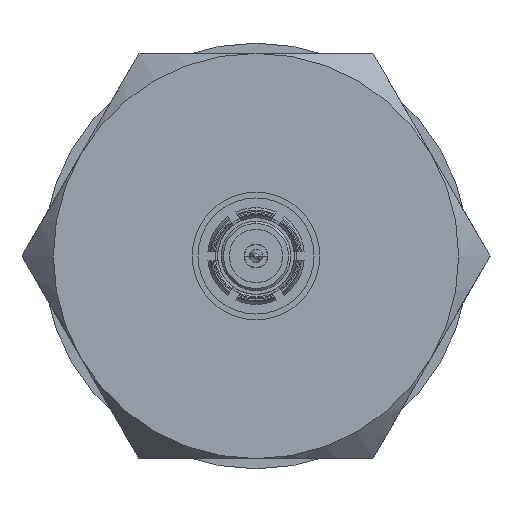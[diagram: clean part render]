
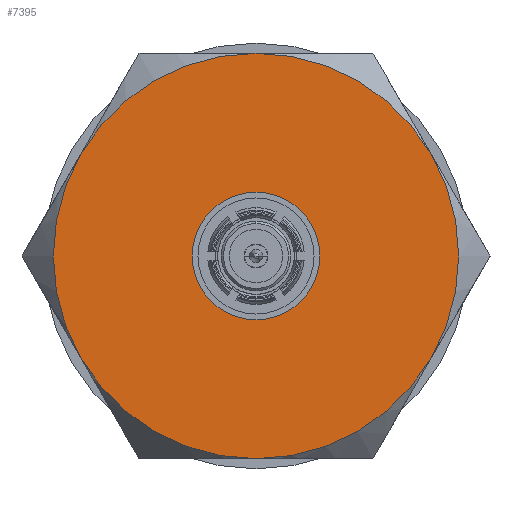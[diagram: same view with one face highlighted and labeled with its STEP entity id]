
A CAD part, left-side view. The second image highlights one B-rep face of the part: STEP entity #7395.
In plain terms, the highlighted face is planar.
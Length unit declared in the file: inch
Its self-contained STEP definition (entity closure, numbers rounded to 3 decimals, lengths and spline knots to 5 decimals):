
#410 = DIRECTION ( 'NONE',  ( 0., -1., 0. ) ) ;
#571 = DIRECTION ( 'NONE',  ( 1., 0., 0. ) ) ;
#713 = DIRECTION ( 'NONE',  ( 1., 0., 0. ) ) ;
#1083 = CARTESIAN_POINT ( 'NONE',  ( 0.835, 0., 0. ) ) ;
#1460 = ORIENTED_EDGE ( 'NONE', *, *, #20507, .F. ) ;
#1788 = VERTEX_POINT ( 'NONE', #18691 ) ;
#2048 = CIRCLE ( 'NONE', #21796, 0.34375 ) ;
#2345 = AXIS2_PLACEMENT_3D ( 'NONE', #17802, #8609, #14187 ) ;
#3182 = AXIS2_PLACEMENT_3D ( 'NONE', #11713, #15691, #410 ) ;
#3575 = DIRECTION ( 'NONE',  ( -1., 0., 0. ) ) ;
#3759 = ORIENTED_EDGE ( 'NONE', *, *, #11899, .F. ) ;
#3939 = CIRCLE ( 'NONE', #3182, 0.34375 ) ;
#4511 = VERTEX_POINT ( 'NONE', #13402 ) ;
#4630 = DIRECTION ( 'NONE',  ( 0., -1., 0. ) ) ;
#4941 = DIRECTION ( 'NONE',  ( 0., -1., 0. ) ) ;
#5003 = ORIENTED_EDGE ( 'NONE', *, *, #10226, .F. ) ;
#6097 = DIRECTION ( 'NONE',  ( -1., 0., 0. ) ) ;
#6324 = DIRECTION ( 'NONE',  ( -1., 0., 0. ) ) ;
#6414 = CARTESIAN_POINT ( 'NONE',  ( 0.835, 0., 0. ) ) ;
#7395 = ADVANCED_FACE ( 'NONE', ( #9744, #7932 ), #15312, .F. ) ;
#7804 = CIRCLE ( 'NONE', #22108, 0.34375 ) ;
#7913 = EDGE_CURVE ( 'NONE', #4511, #15032, #16306, .T. ) ;
#7932 = FACE_OUTER_BOUND ( 'NONE', #12650, .T. ) ;
#8108 = CIRCLE ( 'NONE', #15855, 0.34375 ) ;
#8609 = DIRECTION ( 'NONE',  ( -1., 0., 0. ) ) ;
#8835 = DIRECTION ( 'NONE',  ( 0., -1., 0. ) ) ;
#9742 = CARTESIAN_POINT ( 'NONE',  ( 0.835, -0.17188, -0.2977 ) ) ;
#9744 = FACE_BOUND ( 'NONE', #20880, .T. ) ;
#9808 = CARTESIAN_POINT ( 'NONE',  ( 0.835, 0., 0. ) ) ;
#10213 = CARTESIAN_POINT ( 'NONE',  ( 0.835, 0.17187, 0.2977 ) ) ;
#10226 = EDGE_CURVE ( 'NONE', #23696, #20800, #22152, .T. ) ;
#10611 = AXIS2_PLACEMENT_3D ( 'NONE', #1083, #713, #21331 ) ;
#11211 = CARTESIAN_POINT ( 'NONE',  ( 0.835, -0.17188, 0.2977 ) ) ;
#11641 = AXIS2_PLACEMENT_3D ( 'NONE', #22686, #6097, #4630 ) ;
#11713 = CARTESIAN_POINT ( 'NONE',  ( 0.835, 0., 0. ) ) ;
#11899 = EDGE_CURVE ( 'NONE', #1788, #18026, #2048, .T. ) ;
#12486 = DIRECTION ( 'NONE',  ( -1., 0., 0. ) ) ;
#12650 = EDGE_LOOP ( 'NONE', ( #17480, #5003, #20071, #3759, #20864, #1460 ) ) ;
#13375 = VERTEX_POINT ( 'NONE', #10213 ) ;
#13402 = CARTESIAN_POINT ( 'NONE',  ( 0.835, -0.07283, 0. ) ) ;
#13464 = ORIENTED_EDGE ( 'NONE', *, *, #14685, .F. ) ;
#13748 = DIRECTION ( 'NONE',  ( 0., -1., 0. ) ) ;
#14187 = DIRECTION ( 'NONE',  ( 0., -1., 0. ) ) ;
#14685 = EDGE_CURVE ( 'NONE', #15032, #4511, #23361, .T. ) ;
#15032 = VERTEX_POINT ( 'NONE', #18316 ) ;
#15312 = PLANE ( 'NONE',  #11641 ) ;
#15634 = CARTESIAN_POINT ( 'NONE',  ( 0.835, 0.17187, -0.2977 ) ) ;
#15691 = DIRECTION ( 'NONE',  ( -1., 0., 0. ) ) ;
#15855 = AXIS2_PLACEMENT_3D ( 'NONE', #17474, #6324, #13748 ) ;
#16306 = CIRCLE ( 'NONE', #21313, 0.07283 ) ;
#16731 = EDGE_CURVE ( 'NONE', #20800, #23678, #8108, .T. ) ;
#17322 = DIRECTION ( 'NONE',  ( 1., 0., 0. ) ) ;
#17474 = CARTESIAN_POINT ( 'NONE',  ( 0.835, 0., 0. ) ) ;
#17480 = ORIENTED_EDGE ( 'NONE', *, *, #16731, .F. ) ;
#17502 = AXIS2_PLACEMENT_3D ( 'NONE', #23715, #12486, #8835 ) ;
#17802 = CARTESIAN_POINT ( 'NONE',  ( 0.835, 0., 0. ) ) ;
#18026 = VERTEX_POINT ( 'NONE', #15634 ) ;
#18316 = CARTESIAN_POINT ( 'NONE',  ( 0.835, 0.07283, 0. ) ) ;
#18602 = DIRECTION ( 'NONE',  ( 0., -1., 0. ) ) ;
#18691 = CARTESIAN_POINT ( 'NONE',  ( 0.835, 0.34375, 0. ) ) ;
#18744 = EDGE_CURVE ( 'NONE', #18026, #23696, #22470, .T. ) ;
#19948 = CARTESIAN_POINT ( 'NONE',  ( 0.835, 0., 0. ) ) ;
#20071 = ORIENTED_EDGE ( 'NONE', *, *, #18744, .F. ) ;
#20123 = EDGE_CURVE ( 'NONE', #1788, #13375, #7804, .T. ) ;
#20507 = EDGE_CURVE ( 'NONE', #23678, #13375, #3939, .T. ) ;
#20800 = VERTEX_POINT ( 'NONE', #21973 ) ;
#20864 = ORIENTED_EDGE ( 'NONE', *, *, #20123, .T. ) ;
#20880 = EDGE_LOOP ( 'NONE', ( #23772, #13464 ) ) ;
#21313 = AXIS2_PLACEMENT_3D ( 'NONE', #9808, #571, #4941 ) ;
#21331 = DIRECTION ( 'NONE',  ( 0., -1., 0. ) ) ;
#21796 = AXIS2_PLACEMENT_3D ( 'NONE', #19948, #3575, #18602 ) ;
#21973 = CARTESIAN_POINT ( 'NONE',  ( 0.835, -0.34375, 0. ) ) ;
#22108 = AXIS2_PLACEMENT_3D ( 'NONE', #6414, #17322, #23238 ) ;
#22152 = CIRCLE ( 'NONE', #17502, 0.34375 ) ;
#22470 = CIRCLE ( 'NONE', #2345, 0.34375 ) ;
#22686 = CARTESIAN_POINT ( 'NONE',  ( 0.835, 0.4, 0. ) ) ;
#23238 = DIRECTION ( 'NONE',  ( 0., 1., 0. ) ) ;
#23361 = CIRCLE ( 'NONE', #10611, 0.07283 ) ;
#23678 = VERTEX_POINT ( 'NONE', #11211 ) ;
#23696 = VERTEX_POINT ( 'NONE', #9742 ) ;
#23715 = CARTESIAN_POINT ( 'NONE',  ( 0.835, 0., 0. ) ) ;
#23772 = ORIENTED_EDGE ( 'NONE', *, *, #7913, .F. ) ;
